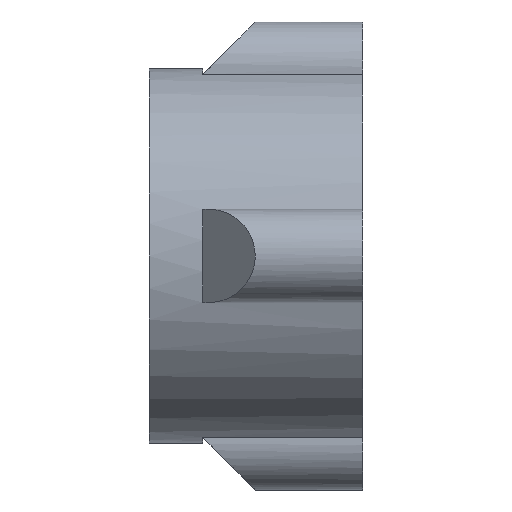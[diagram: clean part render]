
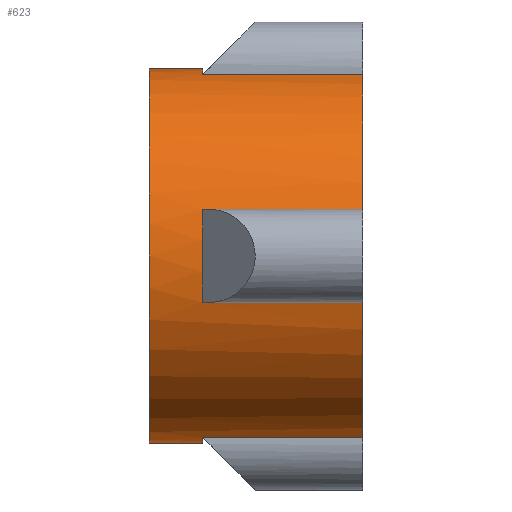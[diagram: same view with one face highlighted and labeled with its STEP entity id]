
A CAD part, left-side view. The second image highlights one B-rep face of the part: STEP entity #623.
In plain terms, the highlighted cylindrical face has radius 14 mm (diameter 28 mm), a partial arc.
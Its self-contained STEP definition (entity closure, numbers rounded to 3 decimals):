
#10 = LINE ( 'NONE', #1047, #438 ) ;
#38 = DIRECTION ( 'NONE',  ( 0., -1., 0. ) ) ;
#44 = DIRECTION ( 'NONE',  ( 0., -1., 0. ) ) ;
#48 = DIRECTION ( 'NONE',  ( 0., 0., 1. ) ) ;
#52 = CARTESIAN_POINT ( 'NONE',  ( -3.473, 6., -13.562 ) ) ;
#60 = EDGE_CURVE ( 'NONE', #744, #872, #938, .T. ) ;
#87 = EDGE_CURVE ( 'NONE', #791, #407, #772, .T. ) ;
#106 = VECTOR ( 'NONE', #38, 1000. ) ;
#109 = DIRECTION ( 'NONE',  ( 0., 0., -1. ) ) ;
#110 = VERTEX_POINT ( 'NONE', #466 ) ;
#113 = CARTESIAN_POINT ( 'NONE',  ( -3.473, 12., 13.562 ) ) ;
#118 = CIRCLE ( 'NONE', #248, 14. ) ;
#141 = ORIENTED_EDGE ( 'NONE', *, *, #60, .T. ) ;
#146 = EDGE_LOOP ( 'NONE', ( #718, #667, #1024, #1012, #208, #141, #743, #489, #683, #495, #1122, #410 ) ) ;
#150 = VERTEX_POINT ( 'NONE', #383 ) ;
#152 = EDGE_CURVE ( 'NONE', #110, #188, #195, .T. ) ;
#153 = VERTEX_POINT ( 'NONE', #113 ) ;
#161 = AXIS2_PLACEMENT_3D ( 'NONE', #1091, #1080, #48 ) ;
#188 = VERTEX_POINT ( 'NONE', #217 ) ;
#191 = CARTESIAN_POINT ( 'NONE',  ( 0., 12., 0. ) ) ;
#195 = CIRCLE ( 'NONE', #161, 14. ) ;
#196 = EDGE_CURVE ( 'NONE', #689, #725, #557, .T. ) ;
#208 = ORIENTED_EDGE ( 'NONE', *, *, #290, .T. ) ;
#213 = LINE ( 'NONE', #564, #633 ) ;
#217 = CARTESIAN_POINT ( 'NONE',  ( 0., 16., 14. ) ) ;
#219 = EDGE_CURVE ( 'NONE', #725, #890, #1057, .T. ) ;
#235 = CIRCLE ( 'NONE', #835, 14. ) ;
#248 = AXIS2_PLACEMENT_3D ( 'NONE', #475, #44, #764 ) ;
#267 = CARTESIAN_POINT ( 'NONE',  ( -13.562, 12., 3.473 ) ) ;
#290 = EDGE_CURVE ( 'NONE', #791, #744, #1120, .T. ) ;
#334 = DIRECTION ( 'NONE',  ( 0., -1., 0. ) ) ;
#356 = CARTESIAN_POINT ( 'NONE',  ( -13.562, 6., -3.473 ) ) ;
#359 = CARTESIAN_POINT ( 'NONE',  ( -3.473, 12., -13.562 ) ) ;
#378 = EDGE_CURVE ( 'NONE', #188, #398, #10, .T. ) ;
#379 = AXIS2_PLACEMENT_3D ( 'NONE', #925, #769, #664 ) ;
#383 = CARTESIAN_POINT ( 'NONE',  ( -13.562, 12., -3.473 ) ) ;
#394 = DIRECTION ( 'NONE',  ( 0., -1., 0. ) ) ;
#397 = AXIS2_PLACEMENT_3D ( 'NONE', #841, #394, #109 ) ;
#398 = VERTEX_POINT ( 'NONE', #1037 ) ;
#407 = VERTEX_POINT ( 'NONE', #1042 ) ;
#410 = ORIENTED_EDGE ( 'NONE', *, *, #484, .F. ) ;
#438 = VECTOR ( 'NONE', #334, 1000. ) ;
#444 = EDGE_CURVE ( 'NONE', #872, #150, #446, .T. ) ;
#446 = LINE ( 'NONE', #356, #1079 ) ;
#466 = CARTESIAN_POINT ( 'NONE',  ( 0., 16., -14. ) ) ;
#475 = CARTESIAN_POINT ( 'NONE',  ( 0., 12., 0. ) ) ;
#478 = AXIS2_PLACEMENT_3D ( 'NONE', #881, #811, #609 ) ;
#484 = EDGE_CURVE ( 'NONE', #398, #153, #235, .T. ) ;
#489 = ORIENTED_EDGE ( 'NONE', *, *, #934, .F. ) ;
#495 = ORIENTED_EDGE ( 'NONE', *, *, #219, .T. ) ;
#541 = CARTESIAN_POINT ( 'NONE',  ( -13.562, 0., 3.473 ) ) ;
#545 = CARTESIAN_POINT ( 'NONE',  ( -13.562, 6., 3.473 ) ) ;
#557 = LINE ( 'NONE', #545, #106 ) ;
#564 = CARTESIAN_POINT ( 'NONE',  ( -3.473, 6., 13.562 ) ) ;
#584 = DIRECTION ( 'NONE',  ( 0., -1., 0. ) ) ;
#591 = FACE_OUTER_BOUND ( 'NONE', #146, .T. ) ;
#609 = DIRECTION ( 'NONE',  ( 0., 0., 1. ) ) ;
#623 = ADVANCED_FACE ( 'NONE', ( #591 ), #663, .T. ) ;
#633 = VECTOR ( 'NONE', #747, 1000. ) ;
#657 = DIRECTION ( 'NONE',  ( 0., -1., 0. ) ) ;
#663 = CYLINDRICAL_SURFACE ( 'NONE', #698, 14. ) ;
#664 = DIRECTION ( 'NONE',  ( 0., 0., 1. ) ) ;
#667 = ORIENTED_EDGE ( 'NONE', *, *, #152, .F. ) ;
#677 = DIRECTION ( 'NONE',  ( 0., -1., 0. ) ) ;
#683 = ORIENTED_EDGE ( 'NONE', *, *, #196, .T. ) ;
#689 = VERTEX_POINT ( 'NONE', #267 ) ;
#698 = AXIS2_PLACEMENT_3D ( 'NONE', #757, #584, #1013 ) ;
#718 = ORIENTED_EDGE ( 'NONE', *, *, #378, .F. ) ;
#725 = VERTEX_POINT ( 'NONE', #541 ) ;
#731 = CARTESIAN_POINT ( 'NONE',  ( -3.473, 0., -13.562 ) ) ;
#743 = ORIENTED_EDGE ( 'NONE', *, *, #444, .T. ) ;
#744 = VERTEX_POINT ( 'NONE', #731 ) ;
#747 = DIRECTION ( 'NONE',  ( 0., 1., 0. ) ) ;
#757 = CARTESIAN_POINT ( 'NONE',  ( 0., 16., 0. ) ) ;
#764 = DIRECTION ( 'NONE',  ( 0., 0., -1. ) ) ;
#769 = DIRECTION ( 'NONE',  ( 0., 1., 0. ) ) ;
#772 = CIRCLE ( 'NONE', #397, 14. ) ;
#791 = VERTEX_POINT ( 'NONE', #359 ) ;
#811 = DIRECTION ( 'NONE',  ( 0., 1., 0. ) ) ;
#812 = EDGE_CURVE ( 'NONE', #110, #407, #987, .T. ) ;
#835 = AXIS2_PLACEMENT_3D ( 'NONE', #191, #657, #985 ) ;
#841 = CARTESIAN_POINT ( 'NONE',  ( 0., 12., 0. ) ) ;
#842 = CARTESIAN_POINT ( 'NONE',  ( -13.562, 0., -3.473 ) ) ;
#860 = VECTOR ( 'NONE', #1000, 1000. ) ;
#872 = VERTEX_POINT ( 'NONE', #842 ) ;
#881 = CARTESIAN_POINT ( 'NONE',  ( 0., 0., 0. ) ) ;
#890 = VERTEX_POINT ( 'NONE', #1099 ) ;
#925 = CARTESIAN_POINT ( 'NONE',  ( 0., 0., 0. ) ) ;
#934 = EDGE_CURVE ( 'NONE', #689, #150, #118, .T. ) ;
#938 = CIRCLE ( 'NONE', #478, 14. ) ;
#957 = VECTOR ( 'NONE', #677, 1000. ) ;
#985 = DIRECTION ( 'NONE',  ( 0., 0., -1. ) ) ;
#987 = LINE ( 'NONE', #994, #860 ) ;
#994 = CARTESIAN_POINT ( 'NONE',  ( 0., 16., -14. ) ) ;
#997 = EDGE_CURVE ( 'NONE', #890, #153, #213, .T. ) ;
#1000 = DIRECTION ( 'NONE',  ( 0., -1., 0. ) ) ;
#1012 = ORIENTED_EDGE ( 'NONE', *, *, #87, .F. ) ;
#1013 = DIRECTION ( 'NONE',  ( 0., 0., -1. ) ) ;
#1024 = ORIENTED_EDGE ( 'NONE', *, *, #812, .T. ) ;
#1037 = CARTESIAN_POINT ( 'NONE',  ( 0., 12., 14. ) ) ;
#1042 = CARTESIAN_POINT ( 'NONE',  ( 0., 12., -14. ) ) ;
#1047 = CARTESIAN_POINT ( 'NONE',  ( 0., 16., 14. ) ) ;
#1057 = CIRCLE ( 'NONE', #379, 14. ) ;
#1058 = DIRECTION ( 'NONE',  ( 0., 1., 0. ) ) ;
#1079 = VECTOR ( 'NONE', #1058, 1000. ) ;
#1080 = DIRECTION ( 'NONE',  ( 0., 1., 0. ) ) ;
#1091 = CARTESIAN_POINT ( 'NONE',  ( 0., 16., 0. ) ) ;
#1099 = CARTESIAN_POINT ( 'NONE',  ( -3.473, 0., 13.562 ) ) ;
#1120 = LINE ( 'NONE', #52, #957 ) ;
#1122 = ORIENTED_EDGE ( 'NONE', *, *, #997, .T. ) ;
